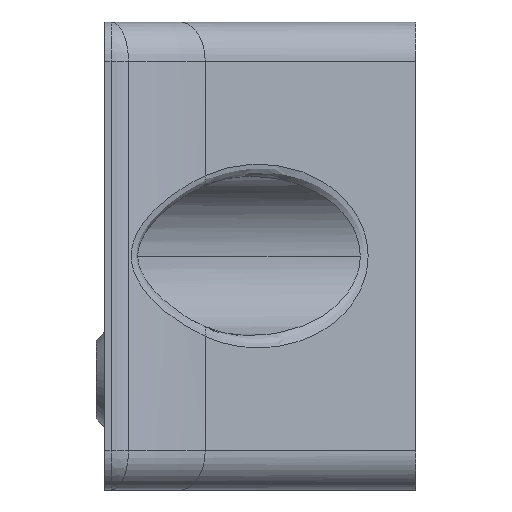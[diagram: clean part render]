
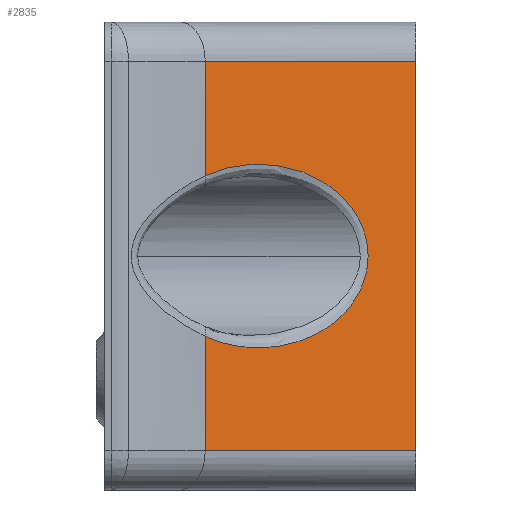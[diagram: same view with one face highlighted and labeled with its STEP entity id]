
A CAD part, left-side view. The second image highlights one B-rep face of the part: STEP entity #2835.
In plain terms, the highlighted planar face has unit normal (-0.766, -0.643, 0).
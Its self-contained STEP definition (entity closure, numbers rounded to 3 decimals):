
#11 = ORIENTED_EDGE ( 'NONE', *, *, #1017, .F. ) ;
#137 = VECTOR ( 'NONE', #2129, 1000. ) ;
#142 = ORIENTED_EDGE ( 'NONE', *, *, #1419, .F. ) ;
#165 = EDGE_LOOP ( 'NONE', ( #2949, #2963, #11, #623, #142, #2431 ) ) ;
#360 = VERTEX_POINT ( 'NONE', #564 ) ;
#361 = DIRECTION ( 'NONE',  ( -0.766, -0.643, 0. ) ) ;
#391 = VERTEX_POINT ( 'NONE', #1033 ) ;
#433 = CARTESIAN_POINT ( 'NONE',  ( -9.582, -33., -134.99 ) ) ;
#459 = DIRECTION ( 'NONE',  ( 0., 0., 1. ) ) ;
#476 = AXIS2_PLACEMENT_3D ( 'NONE', #1590, #361, #1876 ) ;
#497 = VERTEX_POINT ( 'NONE', #1548 ) ;
#527 =( BOUNDED_CURVE ( )  B_SPLINE_CURVE ( 3, ( #2631, #2415, #1911, #2653, #3147, #2132, #910 ),
 .UNSPECIFIED., .F., .F. ) 
 B_SPLINE_CURVE_WITH_KNOTS ( ( 4, 3, 4 ),
 ( 1.062, 3.142, 5.221 ),
 .UNSPECIFIED. ) 
 CURVE ( )  GEOMETRIC_REPRESENTATION_ITEM ( )  RATIONAL_B_SPLINE_CURVE ( ( 1., 0.671, 0.671, 1., 0.671, 0.671, 1. ) ) 
 REPRESENTATION_ITEM ( '' )  );
#564 = CARTESIAN_POINT ( 'NONE',  ( -24.012, -15.803, -134.99 ) ) ;
#623 = ORIENTED_EDGE ( 'NONE', *, *, #2941, .T. ) ;
#748 = VERTEX_POINT ( 'NONE', #2043 ) ;
#849 = PLANE ( 'NONE',  #476 ) ;
#897 = DIRECTION ( 'NONE',  ( 0., 0., 1. ) ) ;
#910 = CARTESIAN_POINT ( 'NONE',  ( -24.012, -15.803, -125.645 ) ) ;
#927 = CARTESIAN_POINT ( 'NONE',  ( -24.012, -15.803, -138.19 ) ) ;
#955 = EDGE_CURVE ( 'NONE', #497, #391, #1892, .T. ) ;
#968 = EDGE_CURVE ( 'NONE', #1214, #497, #1629, .T. ) ;
#1017 = EDGE_CURVE ( 'NONE', #2007, #391, #1703, .T. ) ;
#1033 = CARTESIAN_POINT ( 'NONE',  ( -24.012, -15.803, -103.2 ) ) ;
#1047 = VECTOR ( 'NONE', #2088, 1000. ) ;
#1058 = CARTESIAN_POINT ( 'NONE',  ( -24.012, -15.803, -112.545 ) ) ;
#1070 = EDGE_CURVE ( 'NONE', #360, #1214, #1258, .T. ) ;
#1092 = VECTOR ( 'NONE', #1401, 1000. ) ;
#1168 = CARTESIAN_POINT ( 'NONE',  ( -24.012, -15.803, -138.19 ) ) ;
#1214 = VERTEX_POINT ( 'NONE', #2580 ) ;
#1258 = LINE ( 'NONE', #433, #137 ) ;
#1264 = VECTOR ( 'NONE', #459, 1000. ) ;
#1401 = DIRECTION ( 'NONE',  ( -0.643, 0.766, 0. ) ) ;
#1419 = EDGE_CURVE ( 'NONE', #360, #748, #1769, .T. ) ;
#1548 = CARTESIAN_POINT ( 'NONE',  ( -9.582, -33., -103.2 ) ) ;
#1590 = CARTESIAN_POINT ( 'NONE',  ( -24.012, -15.803, -138.19 ) ) ;
#1629 = LINE ( 'NONE', #2599, #2994 ) ;
#1703 = LINE ( 'NONE', #1168, #1047 ) ;
#1769 = LINE ( 'NONE', #927, #1264 ) ;
#1876 = DIRECTION ( 'NONE',  ( 0.643, -0.766, 0. ) ) ;
#1892 = LINE ( 'NONE', #2608, #1092 ) ;
#1911 = CARTESIAN_POINT ( 'NONE',  ( -12.858, -29.096, -112.669 ) ) ;
#2007 = VERTEX_POINT ( 'NONE', #1058 ) ;
#2043 = CARTESIAN_POINT ( 'NONE',  ( -24.012, -15.803, -125.645 ) ) ;
#2088 = DIRECTION ( 'NONE',  ( 0., 0., 1. ) ) ;
#2129 = DIRECTION ( 'NONE',  ( 0.643, -0.766, 0. ) ) ;
#2132 = CARTESIAN_POINT ( 'NONE',  ( -18.399, -22.492, -128.775 ) ) ;
#2415 = CARTESIAN_POINT ( 'NONE',  ( -18.399, -22.492, -109.415 ) ) ;
#2431 = ORIENTED_EDGE ( 'NONE', *, *, #1070, .T. ) ;
#2580 = CARTESIAN_POINT ( 'NONE',  ( -9.582, -33., -134.99 ) ) ;
#2599 = CARTESIAN_POINT ( 'NONE',  ( -9.582, -33., -138.19 ) ) ;
#2608 = CARTESIAN_POINT ( 'NONE',  ( -24.012, -15.803, -103.2 ) ) ;
#2631 = CARTESIAN_POINT ( 'NONE',  ( -24.012, -15.803, -112.545 ) ) ;
#2653 = CARTESIAN_POINT ( 'NONE',  ( -12.858, -29.096, -119.095 ) ) ;
#2816 = FACE_OUTER_BOUND ( 'NONE', #165, .T. ) ;
#2835 = ADVANCED_FACE ( 'NONE', ( #2816 ), #849, .T. ) ;
#2941 = EDGE_CURVE ( 'NONE', #2007, #748, #527, .T. ) ;
#2949 = ORIENTED_EDGE ( 'NONE', *, *, #968, .T. ) ;
#2963 = ORIENTED_EDGE ( 'NONE', *, *, #955, .T. ) ;
#2994 = VECTOR ( 'NONE', #897, 1000. ) ;
#3147 = CARTESIAN_POINT ( 'NONE',  ( -12.858, -29.096, -125.521 ) ) ;
